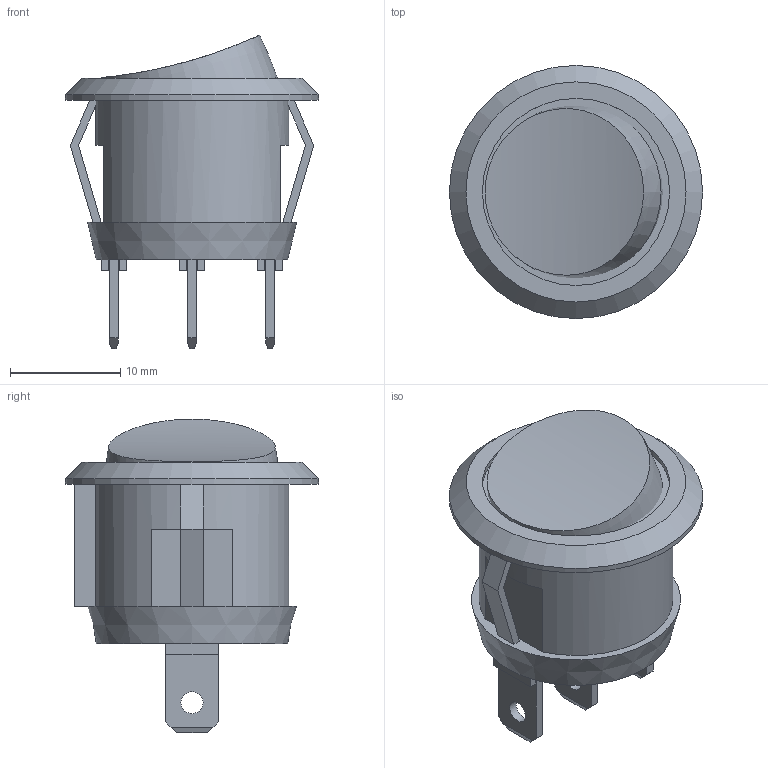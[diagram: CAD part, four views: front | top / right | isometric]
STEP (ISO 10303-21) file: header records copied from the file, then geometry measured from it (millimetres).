
FILE_DESCRIPTION(('FreeCAD Model'),'2;1');
FILE_NAME('RoundRockerSwitch3Pins.step', '2017-09-07T10:38:18',('Author'),(''), 'Open CASCADE STEP processor 6.8','FreeCAD','Unknown');
FILE_SCHEMA(('AUTOMOTIVE_DESIGN_CC2 { 1 2 10303 214 -1 1 5 4 }'));
Length unit declared in the file: millimetre
Products named in the file (2): ASSEMBLY; Switch3Pins
Assembly tree (1 placements, depth 2):
  ASSEMBLY
    Switch3Pins
Bounding box: 23 x 23 x 28.51 mm (x, y, z)
Volume: 5238.1 mm3; surface area: 2962.5 mm2
Topology: 7 solids, 7 shells, 103 faces, 242 edges, 162 vertices
Faces by surface type: plane 91, cylinder 9, cone 2, revolution 1
Full cylindrical faces by diameter (mm): 1.9 x1, 2 x3, 16 x1, 17 x1, 23 x1
Entity records: 7653 total; most frequent: CARTESIAN_POINT 1903, DIRECTION 932, LINE 636, VECTOR 636, ORIENTED_EDGE 484, PCURVE 484, DEFINITIONAL_REPRESENTATION 484, EDGE_CURVE 242
